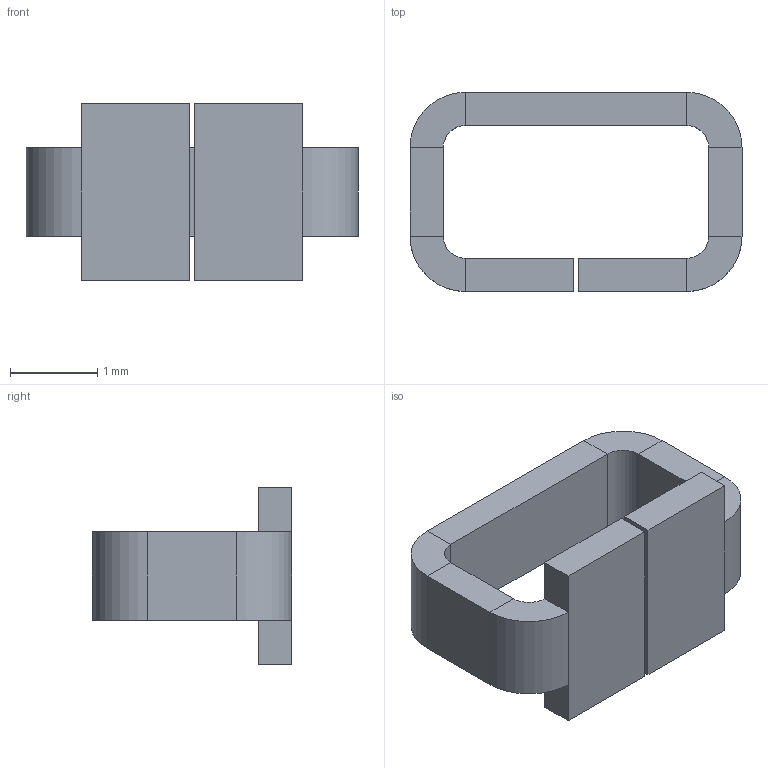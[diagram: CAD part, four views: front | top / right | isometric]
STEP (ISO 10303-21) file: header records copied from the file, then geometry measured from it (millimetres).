
FILE_DESCRIPTION (( 'STEP AP214' ), '1' );
FILE_NAME ('5029.STEP', '2013-04-29T17:48:53', ( 'Richard Maletta' ), ( '' ), 'SwSTEP 2.0', 'SolidWorks 2009', '' );
FILE_SCHEMA (( 'AUTOMOTIVE_DESIGN' ));
Length unit declared in the file: inch
Products named in the file (1): 5029
Bounding box: 3.81 x 2.29 x 2.03 mm (x, y, z)
Volume: 4.8 mm3; surface area: 34.9 mm2
Topology: 1 solids, 1 shells, 42 faces, 88 edges, 48 vertices
Faces by surface type: plane 34, cylinder 8
Entity records: 1112 total; most frequent: DIRECTION 190, CARTESIAN_POINT 179, ORIENTED_EDGE 176, EDGE_CURVE 88, VECTOR 72, LINE 72, AXIS2_PLACEMENT_3D 59, VERTEX_POINT 48
